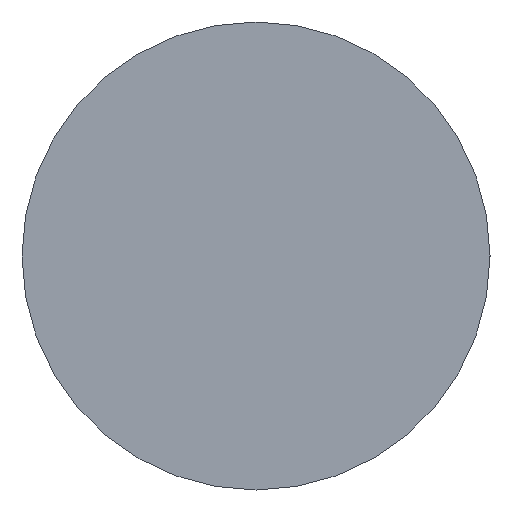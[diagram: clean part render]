
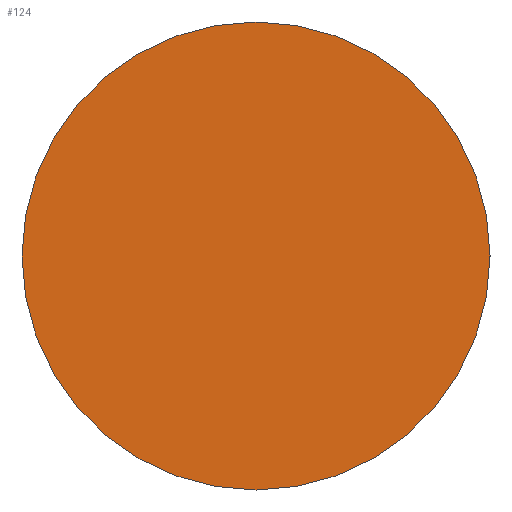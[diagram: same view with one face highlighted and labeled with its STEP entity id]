
A CAD part, left-side view. The second image highlights one B-rep face of the part: STEP entity #124.
In plain terms, the highlighted planar face has unit normal (-1, 0, 0).
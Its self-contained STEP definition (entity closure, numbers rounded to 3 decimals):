
#40=FACE_OUTER_BOUND('',#52,.T.);
#52=EDGE_LOOP('',(#101));
#61=CIRCLE('',#157,0.825);
#69=VERTEX_POINT('',#230);
#79=EDGE_CURVE('',#69,#69,#61,.T.);
#101=ORIENTED_EDGE('',*,*,#79,.T.);
#113=PLANE('',#159);
#124=ADVANCED_FACE('',(#40),#113,.T.);
#157=AXIS2_PLACEMENT_3D('',#231,#192,#193);
#159=AXIS2_PLACEMENT_3D('',#235,#197,#198);
#192=DIRECTION('center_axis',(-1.,0.,0.));
#193=DIRECTION('ref_axis',(0.,0.,1.));
#197=DIRECTION('center_axis',(-1.,0.,0.));
#198=DIRECTION('ref_axis',(0.,0.,1.));
#230=CARTESIAN_POINT('',(-1.5,0.,0.));
#231=CARTESIAN_POINT('Origin',(-1.5,0.,0.825));
#235=CARTESIAN_POINT('Origin',(-1.5,0.,0.825));
